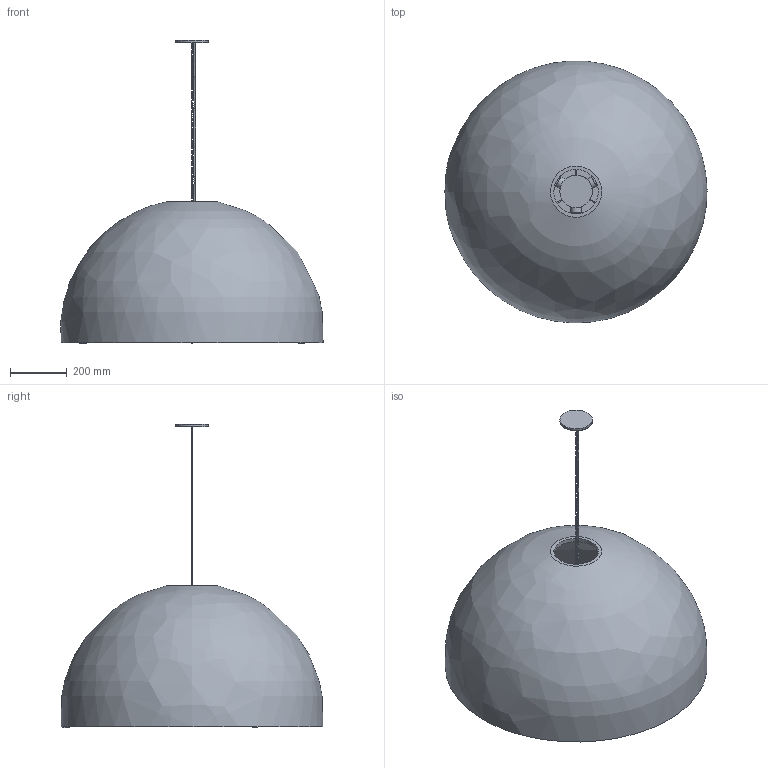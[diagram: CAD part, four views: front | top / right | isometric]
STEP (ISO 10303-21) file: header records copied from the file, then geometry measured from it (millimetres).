
FILE_DESCRIPTION(/* description */ (''),/* implementation_level */ '2;1');
FILE_NAME(/* name */ 'Dome36_3D_mm',/* time_stamp */ '2025-07-07T10:59:32-07:00',/* author */ (''),/* organization */ (''),/* preprocessor_version */ 'ST-DEVELOPER v16.5',/* originating_system */ '',/* authorisation */ '');
FILE_SCHEMA (('AUTOMOTIVE_DESIGN'));
Length unit declared in the file: millimetre
Products named in the file (1): Document
Bounding box: 924.43 x 923.23 x 1070.92 mm (x, y, z)
Volume: 20298640.4 mm3; surface area: 3940634.8 mm2
Topology: 11 solids, 12 shells, 130 faces, 302 edges, 191 vertices
Faces by surface type: bspline 94, plane 36
Entity records: 4854 total; most frequent: CARTESIAN_POINT 3066, ORIENTED_EDGE 603, EDGE_CURVE 302, VERTEX_POINT 191, EDGE_LOOP 132, ADVANCED_FACE 130, FACE_OUTER_BOUND 130, DIRECTION 42
